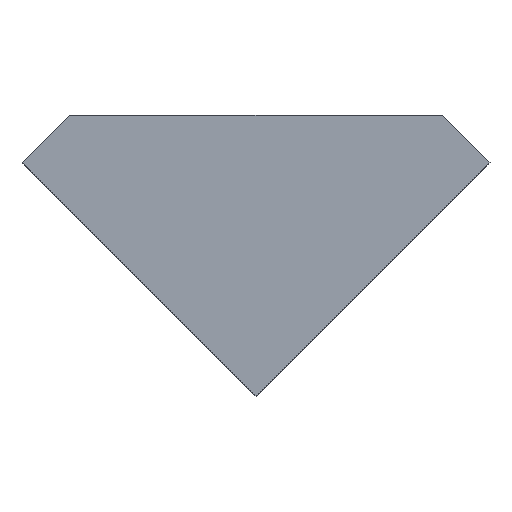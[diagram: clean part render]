
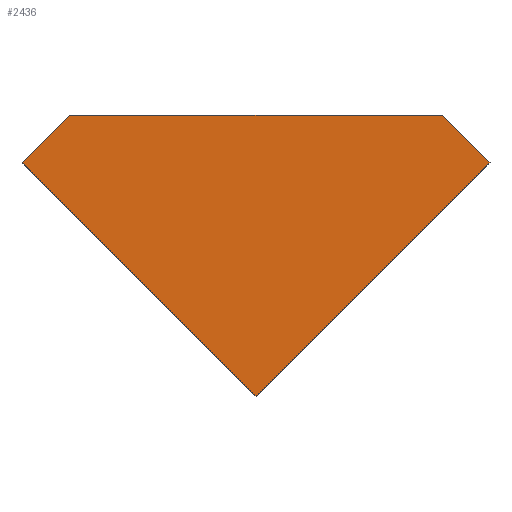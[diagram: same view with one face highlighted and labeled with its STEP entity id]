
A CAD part, left-side view. The second image highlights one B-rep face of the part: STEP entity #2436.
In plain terms, the highlighted planar face has unit normal (-1, 0, -0.018).
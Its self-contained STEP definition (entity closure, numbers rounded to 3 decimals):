
#344=LINE('',#4298,#570);
#348=LINE('',#4304,#574);
#351=LINE('',#4309,#577);
#353=LINE('',#4313,#579);
#354=LINE('',#4315,#580);
#570=VECTOR('',#3312,1000.);
#574=VECTOR('',#3318,1000.);
#577=VECTOR('',#3323,1000.);
#579=VECTOR('',#3327,1000.);
#580=VECTOR('',#3330,1000.);
#644=PLANE('',#2674);
#781=FACE_OUTER_BOUND('',#927,.T.);
#927=EDGE_LOOP('',(#2279,#2280,#2281,#2282,#2283));
#1223=VERTEX_POINT('',#4296);
#1224=VERTEX_POINT('',#4297);
#1225=VERTEX_POINT('',#4302);
#1226=VERTEX_POINT('',#4307);
#1227=VERTEX_POINT('',#4311);
#1569=EDGE_CURVE('',#1223,#1224,#344,.T.);
#1573=EDGE_CURVE('',#1224,#1225,#348,.T.);
#1576=EDGE_CURVE('',#1225,#1226,#351,.T.);
#1578=EDGE_CURVE('',#1226,#1227,#353,.T.);
#1579=EDGE_CURVE('',#1227,#1223,#354,.T.);
#2279=ORIENTED_EDGE('',*,*,#1578,.T.);
#2280=ORIENTED_EDGE('',*,*,#1579,.T.);
#2281=ORIENTED_EDGE('',*,*,#1569,.T.);
#2282=ORIENTED_EDGE('',*,*,#1573,.T.);
#2283=ORIENTED_EDGE('',*,*,#1576,.T.);
#2436=ADVANCED_FACE('',(#781),#644,.T.);
#2674=AXIS2_PLACEMENT_3D('',#4316,#3331,#3332);
#3312=DIRECTION('',(0.012,0.707,-0.707));
#3318=DIRECTION('',(0.012,-0.707,-0.707));
#3323=DIRECTION('',(-0.012,-0.707,0.707));
#3327=DIRECTION('',(-0.012,0.707,0.707));
#3330=DIRECTION('',(0.,1.,0.));
#3331=DIRECTION('center_axis',(-1.,0.,-0.017));
#3332=DIRECTION('ref_axis',(-0.017,0.,1.));
#4296=CARTESIAN_POINT('',(-91.612,-16.657,0.));
#4297=CARTESIAN_POINT('',(-91.544,-12.749,-3.908));
#4298=CARTESIAN_POINT('',(-91.612,-16.657,0.));
#4302=CARTESIAN_POINT('',(-91.21,-31.841,-23.));
#4304=CARTESIAN_POINT('',(-91.544,-12.749,-3.908));
#4307=CARTESIAN_POINT('',(-91.544,-50.933,-3.908));
#4309=CARTESIAN_POINT('',(-91.21,-31.841,-23.));
#4311=CARTESIAN_POINT('',(-91.612,-47.025,0.));
#4313=CARTESIAN_POINT('',(-91.544,-50.933,-3.908));
#4315=CARTESIAN_POINT('',(-91.612,-47.025,0.));
#4316=CARTESIAN_POINT('Origin',(-91.612,-47.025,0.));
